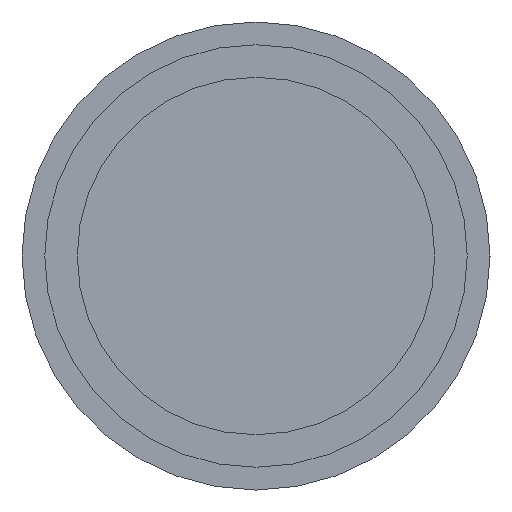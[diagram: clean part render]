
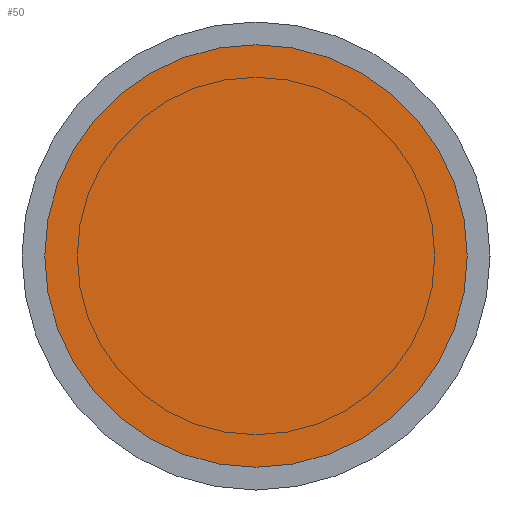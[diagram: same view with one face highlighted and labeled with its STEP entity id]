
A CAD part, left-side view. The second image highlights one B-rep face of the part: STEP entity #50.
In plain terms, the highlighted planar face has unit normal (-1, 0, 0).
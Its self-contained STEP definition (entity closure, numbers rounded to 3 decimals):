
#39=PLANE('',#317);
#50=ADVANCED_FACE('',(#64),#39,.T.);
#64=FACE_OUTER_BOUND('',#80,.F.);
#80=EDGE_LOOP('',(#115,#116));
#115=ORIENTED_EDGE('',*,*,#198,.F.);
#116=ORIENTED_EDGE('',*,*,#194,.F.);
#194=EDGE_CURVE('',#233,#232,#214,.T.);
#198=EDGE_CURVE('',#232,#233,#216,.T.);
#214=CIRCLE('',#312,13.);
#216=CIRCLE('',#314,13.);
#232=VERTEX_POINT('',#454);
#233=VERTEX_POINT('',#455);
#312=AXIS2_PLACEMENT_3D('',#456,#375,#376);
#314=AXIS2_PLACEMENT_3D('',#460,#381,#382);
#317=AXIS2_PLACEMENT_3D('',#463,#387,#388);
#375=DIRECTION('',(-1.,0.,0.));
#376=DIRECTION('',(0.,1.,0.));
#381=DIRECTION('',(-1.,0.,0.));
#382=DIRECTION('',(0.,-1.,0.));
#387=DIRECTION('',(-1.,0.,0.));
#388=DIRECTION('',(0.,0.,1.));
#454=CARTESIAN_POINT('',(-0.1,-13.,0.));
#455=CARTESIAN_POINT('',(-0.1,13.,0.));
#456=CARTESIAN_POINT('',(-0.1,0.,0.));
#460=CARTESIAN_POINT('',(-0.1,0.,0.));
#463=CARTESIAN_POINT('',(-0.1,-13.26,-13.26));
